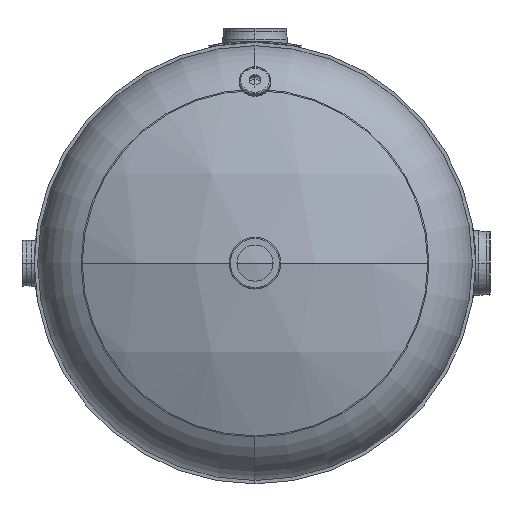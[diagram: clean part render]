
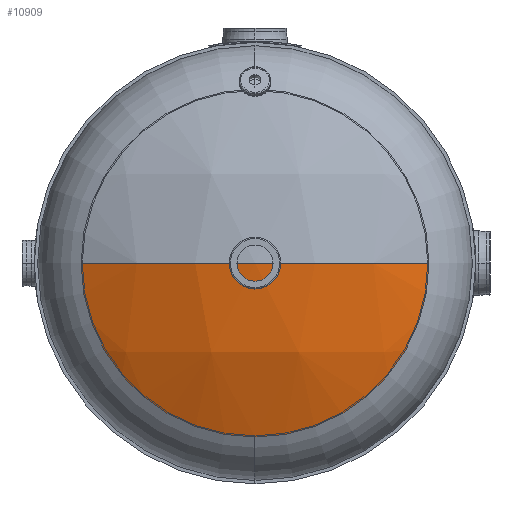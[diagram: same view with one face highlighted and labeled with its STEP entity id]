
A CAD part, left-side view. The second image highlights one B-rep face of the part: STEP entity #10909.
In plain terms, the highlighted spherical face has radius 457.2 mm.
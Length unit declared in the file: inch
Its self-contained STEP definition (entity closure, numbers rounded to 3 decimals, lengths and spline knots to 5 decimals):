
#10 = ORIENTED_EDGE ( 'NONE', *, *, #947, .F. ) ;
#438 = DIRECTION ( 'NONE',  ( 1., 0., 0. ) ) ;
#947 = EDGE_CURVE ( 'NONE', #11575, #11747, #5985, .T. ) ;
#1287 = FACE_OUTER_BOUND ( 'NONE', #9400, .T. ) ;
#1399 = CIRCLE ( 'NONE', #8638, 8. ) ;
#1476 = DIRECTION ( 'NONE',  ( 0., 0., -1. ) ) ;
#1972 = DIRECTION ( 'NONE',  ( 0., 0., -1. ) ) ;
#2028 = DIRECTION ( 'NONE',  ( 1., 0., 0. ) ) ;
#2094 = CIRCLE ( 'NONE', #6445, 18. ) ;
#2169 = DIRECTION ( 'NONE',  ( 0., -1., 0. ) ) ;
#2202 = CARTESIAN_POINT ( 'NONE',  ( 0., 4.54688, 0. ) ) ;
#2913 = ORIENTED_EDGE ( 'NONE', *, *, #12404, .T. ) ;
#2991 = CARTESIAN_POINT ( 'NONE',  ( 0., -11.57764, 0. ) ) ;
#3405 = CARTESIAN_POINT ( 'NONE',  ( 0., -11.57764, 0. ) ) ;
#4119 = CIRCLE ( 'NONE', #11989, 8. ) ;
#4318 = DIRECTION ( 'NONE',  ( 0., 0., 1. ) ) ;
#4402 = DIRECTION ( 'NONE',  ( 0., -1., 0. ) ) ;
#4467 = CARTESIAN_POINT ( 'NONE',  ( 8., 4.54688, 0. ) ) ;
#5163 = SPHERICAL_SURFACE ( 'NONE', #5383, 18. ) ;
#5383 = AXIS2_PLACEMENT_3D ( 'NONE', #3405, #4318, #438 ) ;
#5878 = VERTEX_POINT ( 'NONE', #4467 ) ;
#5886 = ORIENTED_EDGE ( 'NONE', *, *, #9971, .F. ) ;
#5985 = CIRCLE ( 'NONE', #7439, 18. ) ;
#6206 = DIRECTION ( 'NONE',  ( -1., 0., 0. ) ) ;
#6445 = AXIS2_PLACEMENT_3D ( 'NONE', #11303, #1476, #6206 ) ;
#6690 = ORIENTED_EDGE ( 'NONE', *, *, #9193, .F. ) ;
#6960 = DIRECTION ( 'NONE',  ( 0., 0., 1. ) ) ;
#7439 = AXIS2_PLACEMENT_3D ( 'NONE', #2991, #6960, #2028 ) ;
#7780 = CARTESIAN_POINT ( 'NONE',  ( 0., 4.54688, -8. ) ) ;
#8638 = AXIS2_PLACEMENT_3D ( 'NONE', #11811, #2169, #1972 ) ;
#8669 = VERTEX_POINT ( 'NONE', #7780 ) ;
#9193 = EDGE_CURVE ( 'NONE', #11747, #8669, #1399, .T. ) ;
#9253 = DIRECTION ( 'NONE',  ( 0., 0., -1. ) ) ;
#9400 = EDGE_LOOP ( 'NONE', ( #10, #2913, #5886, #6690 ) ) ;
#9971 = EDGE_CURVE ( 'NONE', #8669, #5878, #4119, .T. ) ;
#10909 = ADVANCED_FACE ( 'NONE', ( #1287 ), #5163, .T. ) ;
#11188 = CARTESIAN_POINT ( 'NONE',  ( -8., 4.54688, 0. ) ) ;
#11303 = CARTESIAN_POINT ( 'NONE',  ( 0., -11.57764, 0. ) ) ;
#11575 = VERTEX_POINT ( 'NONE', #12818 ) ;
#11747 = VERTEX_POINT ( 'NONE', #11188 ) ;
#11811 = CARTESIAN_POINT ( 'NONE',  ( 0., 4.54688, 0. ) ) ;
#11989 = AXIS2_PLACEMENT_3D ( 'NONE', #2202, #4402, #9253 ) ;
#12404 = EDGE_CURVE ( 'NONE', #11575, #5878, #2094, .T. ) ;
#12818 = CARTESIAN_POINT ( 'NONE',  ( 0., 6.42236, 0. ) ) ;
